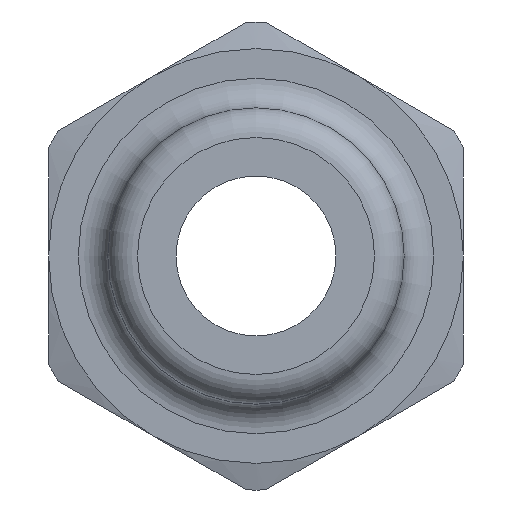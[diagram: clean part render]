
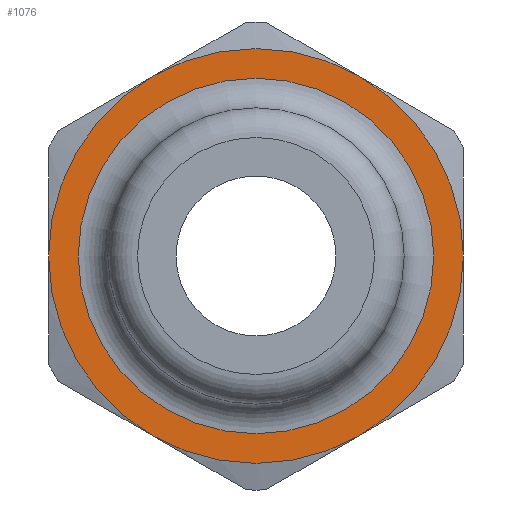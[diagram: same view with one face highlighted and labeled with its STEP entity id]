
A CAD part, left-side view. The second image highlights one B-rep face of the part: STEP entity #1076.
In plain terms, the highlighted planar face has unit normal (-1, 0, 0).
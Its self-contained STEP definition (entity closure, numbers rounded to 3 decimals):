
#98=CARTESIAN_POINT('',(10.0,1.75,3.031));
#99=VERTEX_POINT('',#98);
#182=CARTESIAN_POINT('',(10.0,-1.75,3.031));
#183=VERTEX_POINT('',#182);
#266=CARTESIAN_POINT('',(10.0,-3.5,0.));
#267=VERTEX_POINT('',#266);
#350=CARTESIAN_POINT('',(10.0,-1.75,-3.031));
#351=VERTEX_POINT('',#350);
#434=CARTESIAN_POINT('',(10.0,1.75,-3.031));
#435=VERTEX_POINT('',#434);
#494=CARTESIAN_POINT('',(10.0,3.5,0.0));
#495=VERTEX_POINT('',#494);
#496=CARTESIAN_POINT('',(10.0,0.0,0.0));
#497=DIRECTION('',(-1.0,0.0,0.0));
#498=DIRECTION('',(0.0,-1.0,0.0));
#499=AXIS2_PLACEMENT_3D('',#496,#497,#498);
#500=CIRCLE('',#499,3.5);
#501=EDGE_CURVE('',#495,#435,#500,.T.);
#534=CARTESIAN_POINT('',(10.0,0.0,0.0));
#535=DIRECTION('',(-1.0,0.0,0.0));
#536=DIRECTION('',(0.0,-1.0,0.0));
#537=AXIS2_PLACEMENT_3D('',#534,#535,#536);
#538=CIRCLE('',#537,3.5);
#539=EDGE_CURVE('',#435,#351,#538,.T.);
#558=CARTESIAN_POINT('',(10.0,0.0,0.0));
#559=DIRECTION('',(-1.0,0.0,0.0));
#560=DIRECTION('',(0.0,-1.0,0.0));
#561=AXIS2_PLACEMENT_3D('',#558,#559,#560);
#562=CIRCLE('',#561,3.5);
#563=EDGE_CURVE('',#351,#267,#562,.T.);
#582=CARTESIAN_POINT('',(10.0,0.0,0.0));
#583=DIRECTION('',(-1.0,0.0,0.0));
#584=DIRECTION('',(0.0,-1.0,0.0));
#585=AXIS2_PLACEMENT_3D('',#582,#583,#584);
#586=CIRCLE('',#585,3.5);
#587=EDGE_CURVE('',#267,#183,#586,.T.);
#628=CARTESIAN_POINT('',(10.0,0.0,0.0));
#629=DIRECTION('',(-1.0,0.0,0.0));
#630=DIRECTION('',(0.0,-1.0,0.0));
#631=AXIS2_PLACEMENT_3D('',#628,#629,#630);
#632=CIRCLE('',#631,3.5);
#633=EDGE_CURVE('',#99,#495,#632,.T.);
#644=CARTESIAN_POINT('',(10.0,0.0,0.0));
#645=DIRECTION('',(-1.0,0.0,0.0));
#646=DIRECTION('',(0.0,-1.0,0.0));
#647=AXIS2_PLACEMENT_3D('',#644,#645,#646);
#648=CIRCLE('',#647,3.5);
#649=EDGE_CURVE('',#183,#99,#648,.T.);
#1037=CARTESIAN_POINT('',(10.0,-3.,0.0));
#1038=VERTEX_POINT('',#1037);
#1039=CARTESIAN_POINT('',(10.0,0.0,0.0));
#1040=DIRECTION('',(-1.0,0.0,0.0));
#1041=DIRECTION('',(0.0,1.0,0.0));
#1042=AXIS2_PLACEMENT_3D('',#1039,#1040,#1041);
#1043=CIRCLE('',#1042,3.);
#1044=EDGE_CURVE('',#1038,#1038,#1043,.T.);
#1060=CARTESIAN_POINT('',(10.0,-3.,0.0));
#1061=DIRECTION('',(-1.0,0.0,0.0));
#1062=DIRECTION('',(0.0,0.0,1.0));
#1063=AXIS2_PLACEMENT_3D('',#1060,#1061,#1062);
#1064=PLANE('',#1063);
#1065=ORIENTED_EDGE('',*,*,#501,.T.);
#1066=ORIENTED_EDGE('',*,*,#539,.T.);
#1067=ORIENTED_EDGE('',*,*,#563,.T.);
#1068=ORIENTED_EDGE('',*,*,#587,.T.);
#1069=ORIENTED_EDGE('',*,*,#649,.T.);
#1070=ORIENTED_EDGE('',*,*,#633,.T.);
#1071=EDGE_LOOP('',(#1065,#1066,#1067,#1068,#1069,#1070));
#1072=FACE_OUTER_BOUND('',#1071,.T.);
#1073=ORIENTED_EDGE('',*,*,#1044,.F.);
#1074=EDGE_LOOP('',(#1073));
#1075=FACE_BOUND('',#1074,.T.);
#1076=ADVANCED_FACE('',(#1072,#1075),#1064,.T.);
